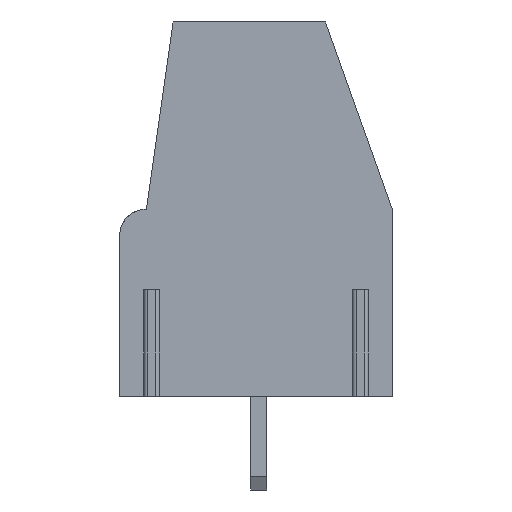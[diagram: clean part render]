
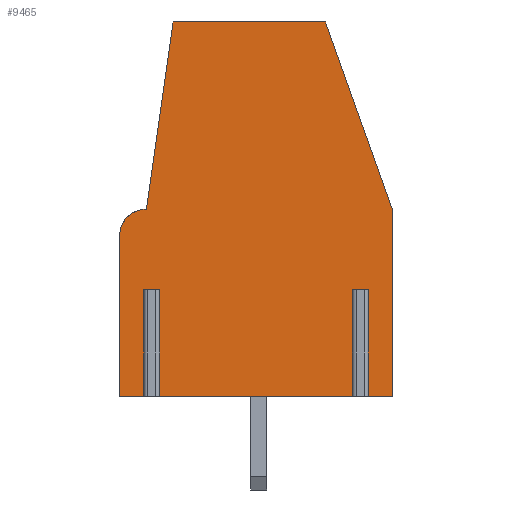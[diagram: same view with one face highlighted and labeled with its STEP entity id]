
A CAD part, left-side view. The second image highlights one B-rep face of the part: STEP entity #9465.
In plain terms, the highlighted planar face has unit normal (-1, 0, 0).
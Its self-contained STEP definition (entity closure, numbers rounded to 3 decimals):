
#3 = VERTEX_POINT ( 'NONE', #2059 ) ;
#731 = EDGE_CURVE ( 'NONE', #20668, #26336, #13611, .T. ) ;
#975 = CARTESIAN_POINT ( 'NONE',  ( -9.875, -4., 4. ) ) ;
#1415 = ORIENTED_EDGE ( 'NONE', *, *, #7584, .T. ) ;
#1651 = ORIENTED_EDGE ( 'NONE', *, *, #27337, .T. ) ;
#1854 = EDGE_CURVE ( 'NONE', #11766, #13450, #27227, .T. ) ;
#1913 = ORIENTED_EDGE ( 'NONE', *, *, #12215, .T. ) ;
#2020 = VERTEX_POINT ( 'NONE', #18761 ) ;
#2059 = CARTESIAN_POINT ( 'NONE',  ( -9.875, -3.8, 0. ) ) ;
#2502 = VECTOR ( 'NONE', #3296, 1000. ) ;
#2561 = CARTESIAN_POINT ( 'NONE',  ( -9.875, 4.1, 7. ) ) ;
#2724 = CARTESIAN_POINT ( 'NONE',  ( -9.875, -5.1, 7. ) ) ;
#3147 = VECTOR ( 'NONE', #13175, 1000. ) ;
#3296 = DIRECTION ( 'NONE',  ( 0., -1., 0. ) ) ;
#3635 = DIRECTION ( 'NONE',  ( 0., 0., -1. ) ) ;
#3798 = CARTESIAN_POINT ( 'NONE',  ( -9.875, 5.1, 14. ) ) ;
#3903 = CARTESIAN_POINT ( 'NONE',  ( -9.875, -3.8, 4. ) ) ;
#3914 = VERTEX_POINT ( 'NONE', #16177 ) ;
#4308 = VECTOR ( 'NONE', #12299, 1000. ) ;
#4963 = CIRCLE ( 'NONE', #14759, 1. ) ;
#5243 = VERTEX_POINT ( 'NONE', #7237 ) ;
#5295 = CARTESIAN_POINT ( 'NONE',  ( -9.875, 3.8, 4. ) ) ;
#5402 = CARTESIAN_POINT ( 'NONE',  ( -9.875, 3.1, 14. ) ) ;
#5727 = LINE ( 'NONE', #3903, #23527 ) ;
#5955 = EDGE_CURVE ( 'NONE', #6558, #21522, #21569, .T. ) ;
#6043 = LINE ( 'NONE', #16605, #17227 ) ;
#6271 = CARTESIAN_POINT ( 'NONE',  ( -9.875, 3.8, 0. ) ) ;
#6549 = CARTESIAN_POINT ( 'NONE',  ( -9.875, 3.1, 14. ) ) ;
#6558 = VERTEX_POINT ( 'NONE', #24529 ) ;
#6613 = CARTESIAN_POINT ( 'NONE',  ( -9.875, -4., 4. ) ) ;
#6665 = EDGE_LOOP ( 'NONE', ( #26999, #16400, #1651, #22684, #16535, #24075, #26329, #1913, #24182, #19133, #24389, #1415, #22162, #9127, #15771 ) ) ;
#7056 = EDGE_CURVE ( 'NONE', #13758, #26336, #10959, .T. ) ;
#7223 = VECTOR ( 'NONE', #13200, 1000. ) ;
#7225 = EDGE_CURVE ( 'NONE', #11766, #13897, #22166, .T. ) ;
#7237 = CARTESIAN_POINT ( 'NONE',  ( -9.875, -4., 0. ) ) ;
#7584 = EDGE_CURVE ( 'NONE', #5243, #3914, #20577, .T. ) ;
#7732 = CARTESIAN_POINT ( 'NONE',  ( -9.875, -2.6, 14. ) ) ;
#7777 = LINE ( 'NONE', #26781, #8324 ) ;
#8324 = VECTOR ( 'NONE', #24156, 1000. ) ;
#8450 = CARTESIAN_POINT ( 'NONE',  ( -9.875, 5.1, 0. ) ) ;
#8513 = DIRECTION ( 'NONE',  ( 0., 1., 0. ) ) ;
#8689 = CARTESIAN_POINT ( 'NONE',  ( -9.875, -3.8, 4. ) ) ;
#9120 = DIRECTION ( 'NONE',  ( 0., 0., -1. ) ) ;
#9127 = ORIENTED_EDGE ( 'NONE', *, *, #23877, .T. ) ;
#9238 = EDGE_CURVE ( 'NONE', #21883, #20512, #22483, .T. ) ;
#9465 = ADVANCED_FACE ( 'NONE', ( #19938 ), #17598, .F. ) ;
#10282 = VECTOR ( 'NONE', #24526, 1000. ) ;
#10959 = LINE ( 'NONE', #8450, #7223 ) ;
#11364 = VECTOR ( 'NONE', #15630, 1000. ) ;
#11529 = CARTESIAN_POINT ( 'NONE',  ( -9.875, -5.1, 7. ) ) ;
#11547 = CARTESIAN_POINT ( 'NONE',  ( -9.875, 5.1, 14. ) ) ;
#11766 = VERTEX_POINT ( 'NONE', #6549 ) ;
#12215 = EDGE_CURVE ( 'NONE', #20512, #3, #12412, .T. ) ;
#12299 = DIRECTION ( 'NONE',  ( 0., -1., 0. ) ) ;
#12339 = LINE ( 'NONE', #2724, #11364 ) ;
#12412 = LINE ( 'NONE', #26794, #21776 ) ;
#12843 = DIRECTION ( 'NONE',  ( -1., 0., 0. ) ) ;
#13175 = DIRECTION ( 'NONE',  ( 0., -1., 0. ) ) ;
#13200 = DIRECTION ( 'NONE',  ( 0., -1., 0. ) ) ;
#13450 = VERTEX_POINT ( 'NONE', #7732 ) ;
#13611 = LINE ( 'NONE', #13889, #10282 ) ;
#13758 = VERTEX_POINT ( 'NONE', #17110 ) ;
#13889 = CARTESIAN_POINT ( 'NONE',  ( -9.875, 4., 4. ) ) ;
#13897 = VERTEX_POINT ( 'NONE', #2561 ) ;
#13929 = VECTOR ( 'NONE', #15528, 1000. ) ;
#14759 = AXIS2_PLACEMENT_3D ( 'NONE', #25847, #12843, #8513 ) ;
#15528 = DIRECTION ( 'NONE',  ( 0., 0.141, -0.99 ) ) ;
#15630 = DIRECTION ( 'NONE',  ( 0., 0.336, 0.942 ) ) ;
#15698 = DIRECTION ( 'NONE',  ( 0., 1., 0. ) ) ;
#15771 = ORIENTED_EDGE ( 'NONE', *, *, #1854, .F. ) ;
#16177 = CARTESIAN_POINT ( 'NONE',  ( -9.875, -5.1, 0. ) ) ;
#16400 = ORIENTED_EDGE ( 'NONE', *, *, #20247, .T. ) ;
#16535 = ORIENTED_EDGE ( 'NONE', *, *, #731, .F. ) ;
#16594 = DIRECTION ( 'NONE',  ( 0., -1., 0. ) ) ;
#16605 = CARTESIAN_POINT ( 'NONE',  ( -9.875, 5.1, 14. ) ) ;
#17110 = CARTESIAN_POINT ( 'NONE',  ( -9.875, 5.1, 0. ) ) ;
#17227 = VECTOR ( 'NONE', #18945, 1000. ) ;
#17549 = EDGE_CURVE ( 'NONE', #6558, #3, #5727, .T. ) ;
#17598 = PLANE ( 'NONE',  #23417 ) ;
#18761 = CARTESIAN_POINT ( 'NONE',  ( -9.875, 5.1, 6. ) ) ;
#18779 = VECTOR ( 'NONE', #16594, 1000. ) ;
#18945 = DIRECTION ( 'NONE',  ( 0., 0., -1. ) ) ;
#19133 = ORIENTED_EDGE ( 'NONE', *, *, #5955, .T. ) ;
#19258 = CARTESIAN_POINT ( 'NONE',  ( -9.875, 4., 0. ) ) ;
#19652 = VECTOR ( 'NONE', #3635, 1000. ) ;
#19938 = FACE_OUTER_BOUND ( 'NONE', #6665, .T. ) ;
#20247 = EDGE_CURVE ( 'NONE', #13897, #2020, #4963, .T. ) ;
#20512 = VERTEX_POINT ( 'NONE', #6271 ) ;
#20577 = LINE ( 'NONE', #22268, #18779 ) ;
#20593 = CARTESIAN_POINT ( 'NONE',  ( -9.875, 3.8, 4. ) ) ;
#20668 = VERTEX_POINT ( 'NONE', #26466 ) ;
#21522 = VERTEX_POINT ( 'NONE', #975 ) ;
#21569 = LINE ( 'NONE', #8689, #3147 ) ;
#21621 = DIRECTION ( 'NONE',  ( 1., 0., 0. ) ) ;
#21776 = VECTOR ( 'NONE', #25267, 1000. ) ;
#21883 = VERTEX_POINT ( 'NONE', #5295 ) ;
#22162 = ORIENTED_EDGE ( 'NONE', *, *, #24757, .F. ) ;
#22166 = LINE ( 'NONE', #5402, #13929 ) ;
#22268 = CARTESIAN_POINT ( 'NONE',  ( -9.875, 5.1, 0. ) ) ;
#22483 = LINE ( 'NONE', #26925, #19652 ) ;
#22684 = ORIENTED_EDGE ( 'NONE', *, *, #7056, .T. ) ;
#23060 = EDGE_CURVE ( 'NONE', #21522, #5243, #25626, .T. ) ;
#23417 = AXIS2_PLACEMENT_3D ( 'NONE', #11547, #21621, #15698 ) ;
#23527 = VECTOR ( 'NONE', #27069, 1000. ) ;
#23766 = EDGE_CURVE ( 'NONE', #20668, #21883, #26990, .T. ) ;
#23877 = EDGE_CURVE ( 'NONE', #24282, #13450, #12339, .T. ) ;
#24075 = ORIENTED_EDGE ( 'NONE', *, *, #23766, .T. ) ;
#24156 = DIRECTION ( 'NONE',  ( 0., 0., -1. ) ) ;
#24182 = ORIENTED_EDGE ( 'NONE', *, *, #17549, .F. ) ;
#24282 = VERTEX_POINT ( 'NONE', #11529 ) ;
#24389 = ORIENTED_EDGE ( 'NONE', *, *, #23060, .T. ) ;
#24526 = DIRECTION ( 'NONE',  ( 0., 0., -1. ) ) ;
#24529 = CARTESIAN_POINT ( 'NONE',  ( -9.875, -3.8, 4. ) ) ;
#24757 = EDGE_CURVE ( 'NONE', #24282, #3914, #7777, .T. ) ;
#25267 = DIRECTION ( 'NONE',  ( 0., -1., 0. ) ) ;
#25626 = LINE ( 'NONE', #6613, #26849 ) ;
#25847 = CARTESIAN_POINT ( 'NONE',  ( -9.875, 4.1, 6. ) ) ;
#26329 = ORIENTED_EDGE ( 'NONE', *, *, #9238, .T. ) ;
#26336 = VERTEX_POINT ( 'NONE', #19258 ) ;
#26466 = CARTESIAN_POINT ( 'NONE',  ( -9.875, 4., 4. ) ) ;
#26781 = CARTESIAN_POINT ( 'NONE',  ( -9.875, -5.1, 14. ) ) ;
#26794 = CARTESIAN_POINT ( 'NONE',  ( -9.875, 5.1, 0. ) ) ;
#26849 = VECTOR ( 'NONE', #9120, 1000. ) ;
#26925 = CARTESIAN_POINT ( 'NONE',  ( -9.875, 3.8, 4. ) ) ;
#26990 = LINE ( 'NONE', #20593, #2502 ) ;
#26999 = ORIENTED_EDGE ( 'NONE', *, *, #7225, .T. ) ;
#27069 = DIRECTION ( 'NONE',  ( 0., 0., -1. ) ) ;
#27227 = LINE ( 'NONE', #3798, #4308 ) ;
#27337 = EDGE_CURVE ( 'NONE', #2020, #13758, #6043, .T. ) ;
